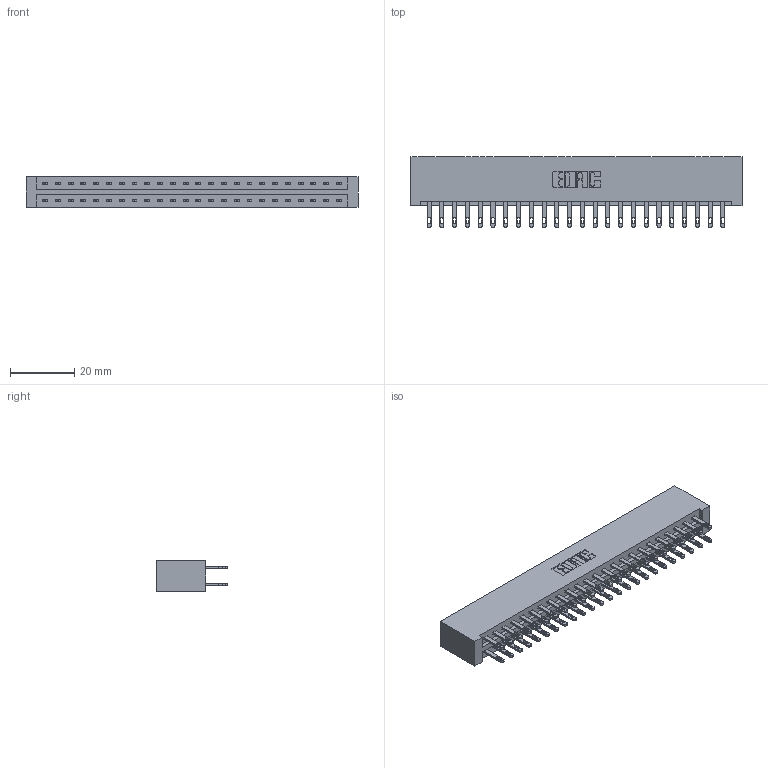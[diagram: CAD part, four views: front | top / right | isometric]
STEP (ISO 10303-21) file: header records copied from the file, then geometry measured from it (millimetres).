
FILE_DESCRIPTION (( 'STEP AP203' ), '1' );
FILE_NAME ('337-048-500-201.STEP', '2018-08-09T09:01:39', ( '' ), ( '' ), 'SwSTEP 2.0', 'SolidWorks 2016', '' );
FILE_SCHEMA (( 'CONFIG_CONTROL_DESIGN' ));
Length unit declared in the file: inch
Products named in the file (3): 337-048-500-201; 337 Part_No Mounting Lugs; 345-292-001_345-293-100
Assembly tree (49 placements, depth 2):
  337-048-500-201
    337 Part_No Mounting Lugs
    345-292-001_345-293-100  x48
Bounding box: 102.97 x 21.85 x 9.4 mm (x, y, z)
Volume: 11519.8 mm3; surface area: 13437 mm2
Topology: 49 solids, 49 shells, 2506 faces, 7631 edges, 5086 vertices
Faces by surface type: plane 1602, cylinder 904
Entity records: 20589 total; most frequent: CARTESIAN_POINT 3482, ORIENTED_EDGE 3418, DIRECTION 2989, EDGE_CURVE 1709, LINE 1585, VECTOR 1585, VERTEX_POINT 1138, AXIS2_PLACEMENT_3D 702
